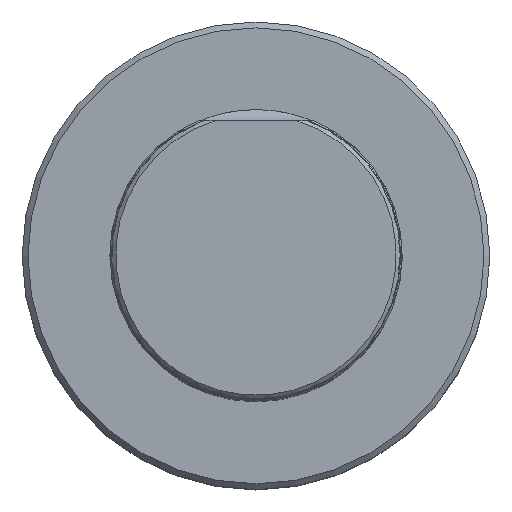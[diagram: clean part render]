
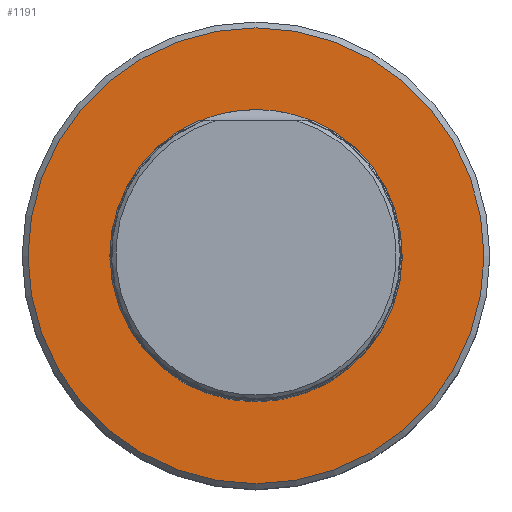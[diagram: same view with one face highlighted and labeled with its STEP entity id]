
A CAD part, top view. The second image highlights one B-rep face of the part: STEP entity #1191.
In plain terms, the highlighted face is planar.
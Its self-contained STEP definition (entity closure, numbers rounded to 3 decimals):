
#305=FACE_BOUND('',#2209,.T.);
#306=FACE_BOUND('',#2210,.T.);
#719=CIRCLE('',#7555,24.996);
#721=CIRCLE('',#7558,39.);
#1191=ADVANCED_FACE('TB_IB_SU_4',(#305,#306),#1571,.T.);
#1571=PLANE('',#7562);
#2209=EDGE_LOOP('',(#3104));
#2210=EDGE_LOOP('',(#3105));
#3104=ORIENTED_EDGE('',*,*,#5599,.T.);
#3105=ORIENTED_EDGE('',*,*,#5597,.T.);
#4843=VERTEX_POINT('',#13616);
#4845=VERTEX_POINT('',#13621);
#5597=EDGE_CURVE('',#4843,#4843,#719,.T.);
#5599=EDGE_CURVE('',#4845,#4845,#721,.T.);
#7555=AXIS2_PLACEMENT_3D('',#13615,#8617,#8618);
#7558=AXIS2_PLACEMENT_3D('',#13620,#8623,#8624);
#7562=AXIS2_PLACEMENT_3D('',#13626,#8631,#8632);
#8617=DIRECTION('',(0.,-1.,0.));
#8618=DIRECTION('',(1.,0.,0.));
#8623=DIRECTION('',(0.,1.,0.));
#8624=DIRECTION('',(0.,0.,1.));
#8631=DIRECTION('',(0.,1.,0.));
#8632=DIRECTION('',(0.,0.,1.));
#13615=CARTESIAN_POINT('',(0.,0.,0.));
#13616=CARTESIAN_POINT('',(24.996,0.,0.));
#13620=CARTESIAN_POINT('',(0.,0.,0.));
#13621=CARTESIAN_POINT('',(0.,0.,39.));
#13626=CARTESIAN_POINT('',(0.,0.,0.));
